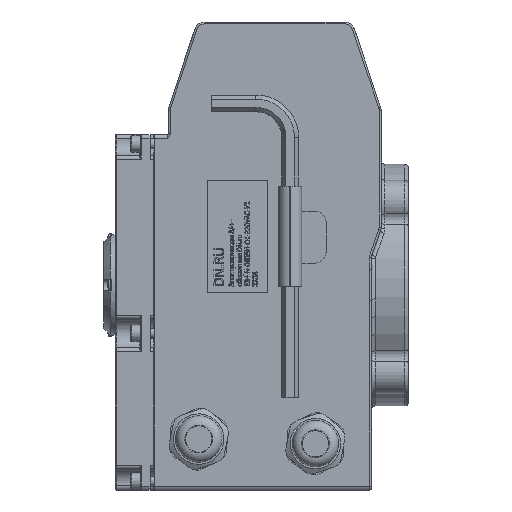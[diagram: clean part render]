
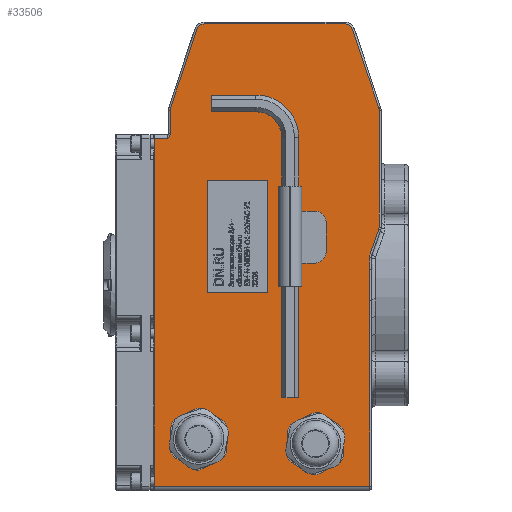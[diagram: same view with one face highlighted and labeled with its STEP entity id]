
A CAD part, left-side view. The second image highlights one B-rep face of the part: STEP entity #33506.
In plain terms, the highlighted planar face has unit normal (-1, 0, 0).
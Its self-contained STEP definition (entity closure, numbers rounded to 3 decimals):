
#227=FACE_BOUND('',#4873,.T.);
#880=B_SPLINE_CURVE_WITH_KNOTS('',3,(#45665,#45666,#45667,#45668,#45669,
#45670,#45671,#45672),.UNSPECIFIED.,.F.,.F.,(4,2,1,1,4),(-0.001,
0.,0.113,0.169,0.282),.UNSPECIFIED.);
#882=B_SPLINE_CURVE_WITH_KNOTS('',3,(#45784,#45785,#45786,#45787,#45788),
 .UNSPECIFIED.,.F.,.F.,(4,1,4),(0.,0.687,1.603),
 .UNSPECIFIED.);
#1930=PLANE('',#35646);
#2992=FACE_OUTER_BOUND('',#4872,.T.);
#4872=EDGE_LOOP('',(#21748,#21749,#21750,#21751,#21752,#21753,#21754,#21755,
#21756,#21757,#21758,#21759,#21760,#21761,#21762,#21763,#21764,#21765,#21766));
#4873=EDGE_LOOP('',(#21767,#21768,#21769,#21770));
#6884=LINE('',#45678,#9719);
#6886=LINE('',#45690,#9721);
#6888=LINE('',#45702,#9723);
#6890=LINE('',#45714,#9725);
#6892=LINE('',#45726,#9727);
#6894=LINE('',#45738,#9729);
#6896=LINE('',#45750,#9731);
#6897=LINE('',#45791,#9732);
#6918=LINE('',#45896,#9753);
#6919=LINE('',#45900,#9754);
#6920=LINE('',#45901,#9755);
#6921=LINE('',#45904,#9756);
#6922=LINE('',#45906,#9757);
#6923=LINE('',#45908,#9758);
#6924=LINE('',#45909,#9759);
#9719=VECTOR('',#38042,10.);
#9721=VECTOR('',#38056,10.);
#9723=VECTOR('',#38070,10.);
#9725=VECTOR('',#38084,10.);
#9727=VECTOR('',#38098,10.);
#9729=VECTOR('',#38112,10.);
#9731=VECTOR('',#38126,10.);
#9732=VECTOR('',#38131,10.);
#9753=VECTOR('',#38202,10.);
#9754=VECTOR('',#38207,10.);
#9755=VECTOR('',#38208,10.);
#9756=VECTOR('',#38209,10.);
#9757=VECTOR('',#38210,10.);
#9758=VECTOR('',#38211,10.);
#9759=VECTOR('',#38212,10.);
#12546=CIRCLE('',#35585,4.);
#12550=CIRCLE('',#35591,4.);
#12554=CIRCLE('',#35597,4.);
#12558=CIRCLE('',#35603,4.);
#12562=CIRCLE('',#35609,4.);
#12566=CIRCLE('',#35615,6.);
#13507=VERTEX_POINT('',#45653);
#13509=VERTEX_POINT('',#45656);
#13510=VERTEX_POINT('',#45674);
#13512=VERTEX_POINT('',#45680);
#13514=VERTEX_POINT('',#45686);
#13516=VERTEX_POINT('',#45692);
#13518=VERTEX_POINT('',#45698);
#13520=VERTEX_POINT('',#45704);
#13522=VERTEX_POINT('',#45710);
#13524=VERTEX_POINT('',#45716);
#13526=VERTEX_POINT('',#45722);
#13528=VERTEX_POINT('',#45728);
#13530=VERTEX_POINT('',#45734);
#13532=VERTEX_POINT('',#45740);
#13534=VERTEX_POINT('',#45746);
#13536=VERTEX_POINT('',#45776);
#13538=VERTEX_POINT('',#45790);
#13563=VERTEX_POINT('',#45895);
#13564=VERTEX_POINT('',#45899);
#13565=VERTEX_POINT('',#45902);
#13566=VERTEX_POINT('',#45903);
#13567=VERTEX_POINT('',#45905);
#13568=VERTEX_POINT('',#45907);
#16702=EDGE_CURVE('',#13509,#13507,#880,.T.);
#16705=EDGE_CURVE('',#13507,#13510,#6884,.T.);
#16708=EDGE_CURVE('',#13510,#13512,#12546,.T.);
#16711=EDGE_CURVE('',#13512,#13514,#6886,.T.);
#16714=EDGE_CURVE('',#13514,#13516,#12550,.T.);
#16717=EDGE_CURVE('',#13516,#13518,#6888,.T.);
#16720=EDGE_CURVE('',#13518,#13520,#12554,.T.);
#16723=EDGE_CURVE('',#13520,#13522,#6890,.T.);
#16726=EDGE_CURVE('',#13522,#13524,#12558,.T.);
#16729=EDGE_CURVE('',#13524,#13526,#6892,.T.);
#16732=EDGE_CURVE('',#13526,#13528,#12562,.T.);
#16735=EDGE_CURVE('',#13528,#13530,#6894,.T.);
#16738=EDGE_CURVE('',#13530,#13532,#12566,.T.);
#16741=EDGE_CURVE('',#13532,#13534,#6896,.T.);
#16744=EDGE_CURVE('',#13534,#13536,#882,.T.);
#16745=EDGE_CURVE('',#13536,#13538,#6897,.T.);
#16783=EDGE_CURVE('',#13538,#13563,#6918,.T.);
#16785=EDGE_CURVE('',#13564,#13509,#6919,.T.);
#16786=EDGE_CURVE('',#13563,#13564,#6920,.T.);
#16787=EDGE_CURVE('',#13565,#13566,#6921,.T.);
#16788=EDGE_CURVE('',#13566,#13567,#6922,.T.);
#16789=EDGE_CURVE('',#13567,#13568,#6923,.T.);
#16790=EDGE_CURVE('',#13568,#13565,#6924,.T.);
#21748=ORIENTED_EDGE('',*,*,#16745,.F.);
#21749=ORIENTED_EDGE('',*,*,#16744,.F.);
#21750=ORIENTED_EDGE('',*,*,#16741,.F.);
#21751=ORIENTED_EDGE('',*,*,#16738,.F.);
#21752=ORIENTED_EDGE('',*,*,#16735,.F.);
#21753=ORIENTED_EDGE('',*,*,#16732,.F.);
#21754=ORIENTED_EDGE('',*,*,#16729,.F.);
#21755=ORIENTED_EDGE('',*,*,#16726,.F.);
#21756=ORIENTED_EDGE('',*,*,#16723,.F.);
#21757=ORIENTED_EDGE('',*,*,#16720,.F.);
#21758=ORIENTED_EDGE('',*,*,#16717,.F.);
#21759=ORIENTED_EDGE('',*,*,#16714,.F.);
#21760=ORIENTED_EDGE('',*,*,#16711,.F.);
#21761=ORIENTED_EDGE('',*,*,#16708,.F.);
#21762=ORIENTED_EDGE('',*,*,#16705,.F.);
#21763=ORIENTED_EDGE('',*,*,#16702,.F.);
#21764=ORIENTED_EDGE('',*,*,#16785,.F.);
#21765=ORIENTED_EDGE('',*,*,#16786,.F.);
#21766=ORIENTED_EDGE('',*,*,#16783,.F.);
#21767=ORIENTED_EDGE('',*,*,#16787,.T.);
#21768=ORIENTED_EDGE('',*,*,#16788,.T.);
#21769=ORIENTED_EDGE('',*,*,#16789,.T.);
#21770=ORIENTED_EDGE('',*,*,#16790,.T.);
#33506=ADVANCED_FACE('',(#2992,#227),#1930,.F.);
#35585=AXIS2_PLACEMENT_3D('',#45684,#38049,#38050);
#35591=AXIS2_PLACEMENT_3D('',#45696,#38063,#38064);
#35597=AXIS2_PLACEMENT_3D('',#45708,#38077,#38078);
#35603=AXIS2_PLACEMENT_3D('',#45720,#38091,#38092);
#35609=AXIS2_PLACEMENT_3D('',#45732,#38105,#38106);
#35615=AXIS2_PLACEMENT_3D('',#45744,#38119,#38120);
#35646=AXIS2_PLACEMENT_3D('',#45898,#38205,#38206);
#38042=DIRECTION('',(0.,0.,1.));
#38049=DIRECTION('center_axis',(1.,0.,0.));
#38050=DIRECTION('ref_axis',(0.,0.987,0.16));
#38056=DIRECTION('',(0.,-0.316,0.949));
#38063=DIRECTION('center_axis',(1.,0.,0.));
#38064=DIRECTION('ref_axis',(0.,0.585,0.811));
#38070=DIRECTION('',(0.,-1.,0.));
#38077=DIRECTION('center_axis',(1.,0.,0.));
#38078=DIRECTION('ref_axis',(0.,-0.585,0.811));
#38084=DIRECTION('',(0.,-0.316,-0.949));
#38091=DIRECTION('center_axis',(1.,0.,0.));
#38092=DIRECTION('ref_axis',(0.,-0.987,0.16));
#38098=DIRECTION('',(0.,0.,-1.));
#38105=DIRECTION('center_axis',(1.,0.,0.));
#38106=DIRECTION('ref_axis',(0.,-0.986,-0.17));
#38112=DIRECTION('',(0.,0.334,-0.942));
#38119=DIRECTION('center_axis',(-1.,0.,0.));
#38120=DIRECTION('ref_axis',(0.,0.986,0.17));
#38126=DIRECTION('',(0.,0.,-1.));
#38131=DIRECTION('',(0.,0.,-1.));
#38202=DIRECTION('',(0.,1.,0.));
#38205=DIRECTION('center_axis',(1.,0.,0.));
#38206=DIRECTION('ref_axis',(0.,0.,-1.));
#38207=DIRECTION('',(0.,-1.,0.));
#38208=DIRECTION('',(0.,0.,1.));
#38209=DIRECTION('',(0.,1.,0.));
#38210=DIRECTION('',(0.,0.,1.));
#38211=DIRECTION('',(0.,-1.,0.));
#38212=DIRECTION('',(0.,0.,-1.));
#45653=CARTESIAN_POINT('',(0.,54.,63.06));
#45656=CARTESIAN_POINT('',(0.,55.5,60.769));
#45665=CARTESIAN_POINT('Ctrl Pts',(0.,55.5,60.769));
#45666=CARTESIAN_POINT('Ctrl Pts',(0.,55.499,60.77));
#45667=CARTESIAN_POINT('Ctrl Pts',(0.,55.497,60.771));
#45668=CARTESIAN_POINT('Ctrl Pts',(0.,55.204,61.01));
#45669=CARTESIAN_POINT('Ctrl Pts',(0.,54.764,61.374));
#45670=CARTESIAN_POINT('Ctrl Pts',(0.,54.186,62.125));
#45671=CARTESIAN_POINT('Ctrl Pts',(0.,54.,62.683));
#45672=CARTESIAN_POINT('Ctrl Pts',(0.,54.,63.06));
#45674=CARTESIAN_POINT('',(0.,54.,75.089));
#45678=CARTESIAN_POINT('',(0.,54.,7.05));
#45680=CARTESIAN_POINT('',(0.,53.795,76.354));
#45684=CARTESIAN_POINT('Origin',(0.,50.,75.089));
#45686=CARTESIAN_POINT('',(0.,40.191,117.165));
#45690=CARTESIAN_POINT('',(0.,62.686,49.679));
#45692=CARTESIAN_POINT('',(0.,36.396,119.9));
#45696=CARTESIAN_POINT('Origin',(0.,36.396,115.9));
#45698=CARTESIAN_POINT('',(0.,-36.396,119.9));
#45702=CARTESIAN_POINT('',(0.,20.,119.9));
#45704=CARTESIAN_POINT('',(0.,-40.191,117.165));
#45708=CARTESIAN_POINT('Origin',(0.,-36.396,115.9));
#45710=CARTESIAN_POINT('',(0.,-53.795,76.354));
#45714=CARTESIAN_POINT('',(0.,-55.186,72.179));
#45716=CARTESIAN_POINT('',(0.,-54.,75.089));
#45720=CARTESIAN_POINT('Origin',(0.,-50.,75.089));
#45722=CARTESIAN_POINT('',(0.,-54.,14.96));
#45726=CARTESIAN_POINT('',(0.,-54.,37.95));
#45728=CARTESIAN_POINT('',(0.,-53.77,13.623));
#45732=CARTESIAN_POINT('Origin',(0.,-50.,14.96));
#45734=CARTESIAN_POINT('',(0.,-49.345,1.145));
#45738=CARTESIAN_POINT('',(0.,-48.765,-0.491));
#45740=CARTESIAN_POINT('',(0.,-49.,-0.86));
#45744=CARTESIAN_POINT('Origin',(0.,-55.,-0.86));
#45746=CARTESIAN_POINT('',(0.,-49.,-7.058));
#45750=CARTESIAN_POINT('',(0.,-49.,0.));
#45776=CARTESIAN_POINT('',(0.,-49.,-23.089));
#45784=CARTESIAN_POINT('Ctrl Pts',(0.,-49.,-7.058));
#45785=CARTESIAN_POINT('Ctrl Pts',(0.,-49.,-9.348));
#45786=CARTESIAN_POINT('Ctrl Pts',(0.,-49.083,-14.692));
#45787=CARTESIAN_POINT('Ctrl Pts',(0.,-49.,-20.035));
#45788=CARTESIAN_POINT('Ctrl Pts',(0.,-49.,-23.089));
#45790=CARTESIAN_POINT('',(0.,-49.,-118.9));
#45791=CARTESIAN_POINT('',(0.,-49.,0.));
#45895=CARTESIAN_POINT('',(0.,62.3,-118.9));
#45896=CARTESIAN_POINT('',(0.,-25.,-118.9));
#45898=CARTESIAN_POINT('Origin',(0.,0.,0.));
#45899=CARTESIAN_POINT('',(0.,62.3,60.769));
#45900=CARTESIAN_POINT('',(0.,27.5,60.769));
#45901=CARTESIAN_POINT('',(0.,62.3,-120.9));
#45902=CARTESIAN_POINT('',(0.,3.522,-18.847));
#45903=CARTESIAN_POINT('',(0.,34.889,-18.847));
#45904=CARTESIAN_POINT('',(0.,17.444,-18.847));
#45905=CARTESIAN_POINT('',(0.,34.889,39.262));
#45906=CARTESIAN_POINT('',(0.,34.889,19.631));
#45907=CARTESIAN_POINT('',(0.,3.522,39.262));
#45908=CARTESIAN_POINT('',(0.,1.761,39.262));
#45909=CARTESIAN_POINT('',(0.,3.522,-9.423));
